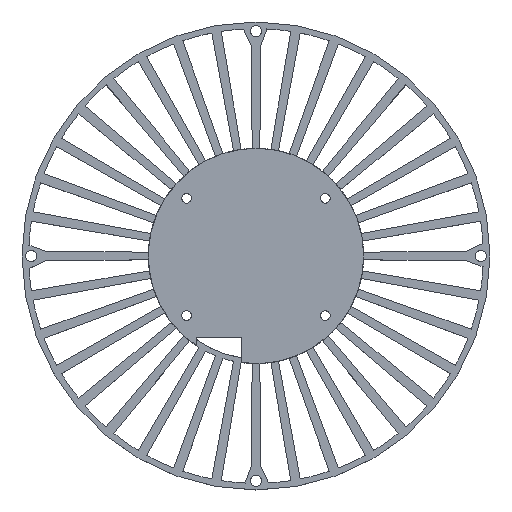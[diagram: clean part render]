
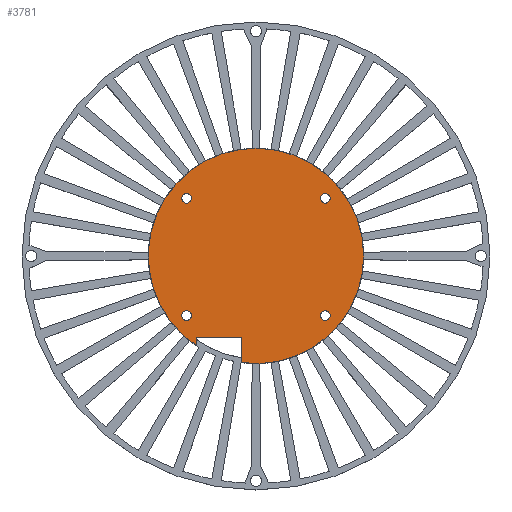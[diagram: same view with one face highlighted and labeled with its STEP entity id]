
A CAD part, top view. The second image highlights one B-rep face of the part: STEP entity #3781.
In plain terms, the highlighted planar face has unit normal (0, 0, 1).
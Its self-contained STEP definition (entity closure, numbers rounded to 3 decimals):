
#79=FACE_BOUND('',#445,.T.);
#80=FACE_BOUND('',#446,.T.);
#81=FACE_BOUND('',#447,.T.);
#82=FACE_BOUND('',#448,.T.);
#99=PLANE('',#4142);
#219=FACE_OUTER_BOUND('',#444,.T.);
#444=EDGE_LOOP('',(#3080,#3081,#3082,#3083));
#445=EDGE_LOOP('',(#3084));
#446=EDGE_LOOP('',(#3085));
#447=EDGE_LOOP('',(#3086));
#448=EDGE_LOOP('',(#3087));
#623=LINE('',#5476,#1010);
#626=LINE('',#5482,#1013);
#634=LINE('',#5497,#1021);
#1010=VECTOR('',#4359,10.);
#1013=VECTOR('',#4364,10.);
#1021=VECTOR('',#4374,10.);
#1392=CIRCLE('',#3962,1.);
#1394=CIRCLE('',#3965,1.);
#1396=CIRCLE('',#3968,1.);
#1398=CIRCLE('',#3971,1.);
#1515=CIRCLE('',#4095,22.5);
#1584=VERTEX_POINT('',#5448);
#1586=VERTEX_POINT('',#5454);
#1588=VERTEX_POINT('',#5460);
#1590=VERTEX_POINT('',#5466);
#1593=VERTEX_POINT('',#5473);
#1594=VERTEX_POINT('',#5475);
#1596=VERTEX_POINT('',#5481);
#1602=VERTEX_POINT('',#5495);
#1971=EDGE_CURVE('',#1584,#1584,#1392,.T.);
#1974=EDGE_CURVE('',#1586,#1586,#1394,.T.);
#1977=EDGE_CURVE('',#1588,#1588,#1396,.T.);
#1980=EDGE_CURVE('',#1590,#1590,#1398,.T.);
#1983=EDGE_CURVE('',#1594,#1593,#623,.T.);
#1986=EDGE_CURVE('',#1596,#1594,#626,.T.);
#1994=EDGE_CURVE('',#1593,#1602,#634,.T.);
#2269=EDGE_CURVE('',#1602,#1596,#1515,.T.);
#3080=ORIENTED_EDGE('',*,*,#1994,.T.);
#3081=ORIENTED_EDGE('',*,*,#2269,.T.);
#3082=ORIENTED_EDGE('',*,*,#1986,.T.);
#3083=ORIENTED_EDGE('',*,*,#1983,.T.);
#3084=ORIENTED_EDGE('',*,*,#1971,.T.);
#3085=ORIENTED_EDGE('',*,*,#1974,.T.);
#3086=ORIENTED_EDGE('',*,*,#1977,.T.);
#3087=ORIENTED_EDGE('',*,*,#1980,.T.);
#3781=ADVANCED_FACE('',(#219,#79,#80,#81,#82),#99,.T.);
#3962=AXIS2_PLACEMENT_3D('',#5450,#4332,#4333);
#3965=AXIS2_PLACEMENT_3D('',#5456,#4339,#4340);
#3968=AXIS2_PLACEMENT_3D('',#5462,#4346,#4347);
#3971=AXIS2_PLACEMENT_3D('',#5468,#4353,#4354);
#4095=AXIS2_PLACEMENT_3D('',#6012,#4773,#4774);
#4142=AXIS2_PLACEMENT_3D('',#6245,#4957,#4958);
#4332=DIRECTION('center_axis',(0.,0.,-1.));
#4333=DIRECTION('ref_axis',(1.,0.,0.));
#4339=DIRECTION('center_axis',(0.,0.,-1.));
#4340=DIRECTION('ref_axis',(1.,0.,0.));
#4346=DIRECTION('center_axis',(0.,0.,-1.));
#4347=DIRECTION('ref_axis',(1.,0.,0.));
#4353=DIRECTION('center_axis',(0.,0.,-1.));
#4354=DIRECTION('ref_axis',(1.,0.,0.));
#4359=DIRECTION('',(1.,0.,0.));
#4364=DIRECTION('',(0.,1.,0.));
#4374=DIRECTION('',(0.,-1.,0.));
#4773=DIRECTION('center_axis',(0.,0.,1.));
#4774=DIRECTION('ref_axis',(1.,0.,0.));
#4957=DIRECTION('center_axis',(0.,0.,1.));
#4958=DIRECTION('ref_axis',(1.,0.,0.));
#5448=CARTESIAN_POINT('',(13.49,12.039,9.));
#5450=CARTESIAN_POINT('Origin',(14.49,12.039,9.));
#5454=CARTESIAN_POINT('',(-15.51,12.039,9.));
#5456=CARTESIAN_POINT('Origin',(-14.51,12.039,9.));
#5460=CARTESIAN_POINT('',(13.49,-12.461,9.));
#5462=CARTESIAN_POINT('Origin',(14.49,-12.461,9.));
#5466=CARTESIAN_POINT('',(-15.51,-12.461,9.));
#5468=CARTESIAN_POINT('Origin',(-14.51,-12.461,9.));
#5473=CARTESIAN_POINT('',(-3.01,-17.,9.));
#5475=CARTESIAN_POINT('',(-12.51,-17.,9.));
#5476=CARTESIAN_POINT('',(-1.505,-17.,9.));
#5481=CARTESIAN_POINT('',(-12.51,-18.701,9.));
#5482=CARTESIAN_POINT('',(-12.51,-8.5,9.));
#5495=CARTESIAN_POINT('',(-3.01,-22.298,9.));
#5497=CARTESIAN_POINT('',(-3.01,-12.282,9.));
#6012=CARTESIAN_POINT('Origin',(0.,0.,9.));
#6245=CARTESIAN_POINT('Origin',(0.,0.,9.));
